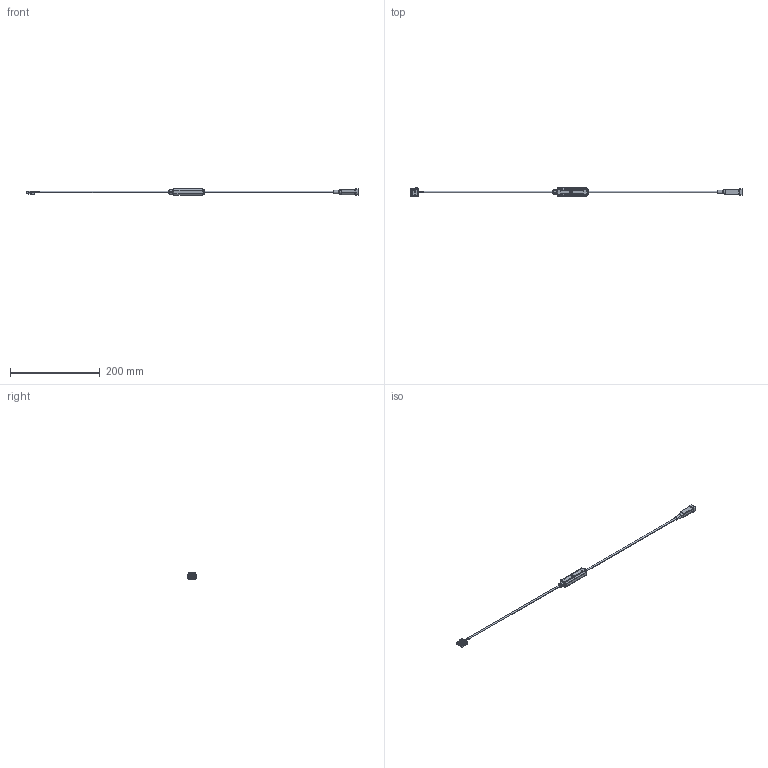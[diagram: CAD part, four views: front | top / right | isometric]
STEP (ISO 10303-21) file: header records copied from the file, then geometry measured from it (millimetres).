
FILE_DESCRIPTION(('CATIA V5 STEP'),'2;1');
FILE_NAME('MT20-xx.stp','2015-01-09T03:55:17+00:00',('none'),('none'),'CATIA Version 5 Release 19 SP 6 (IN-10)','CATIA V5 STEP AP214','none');
FILE_SCHEMA(('AUTOMOTIVE_DESIGN { 1 0 10303 214 1 1 1 1 }'));
Products named in the file (1): MT20
Bounding box: 740.1 x 19.8 x 15 mm (x, y, z)
Volume: 31858.1 mm3; surface area: 20170.3 mm2
Topology: 10 solids, 17 shells, 2669 faces, 7002 edges, 4345 vertices
Faces by surface type: plane 1728, cylinder 483, bspline 289, torus 79, cone 54, sphere 36
Entity records: 89622 total; most frequent: CARTESIAN_POINT 28468, ORIENTED_EDGE 13920, DIRECTION 10240, EDGE_CURVE 6960, VECTOR 4997, LINE 4997, VERTEX_POINT 4345, AXIS2_PLACEMENT_3D 2964
